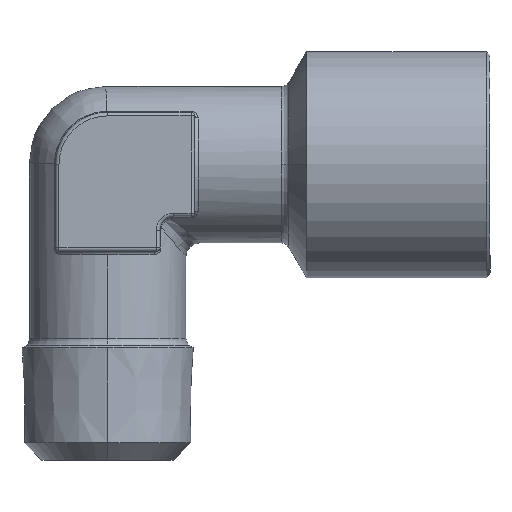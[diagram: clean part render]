
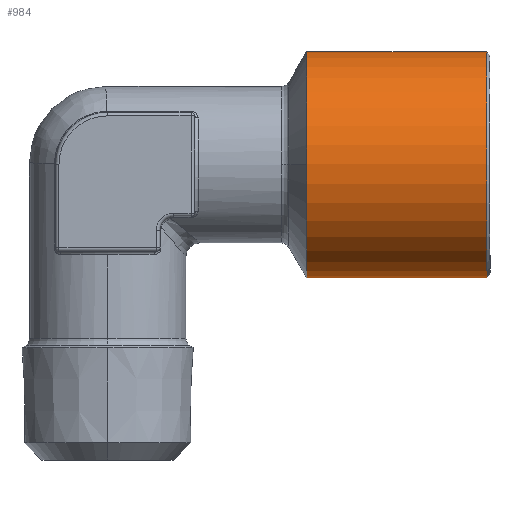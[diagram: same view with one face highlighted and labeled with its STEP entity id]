
A CAD part, top view. The second image highlights one B-rep face of the part: STEP entity #984.
In plain terms, the highlighted cylindrical face has radius 6.5 mm (diameter 13 mm), a partial arc.
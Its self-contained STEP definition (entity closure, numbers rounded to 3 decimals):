
#269 = EDGE_LOOP ( 'NONE', ( #588, #689, #587, #553, #580 ) ) ;
#443 = VERTEX_POINT ( 'NONE', #936 ) ;
#553 = ORIENTED_EDGE ( 'NONE', *, *, #1500, .T. ) ;
#580 = ORIENTED_EDGE ( 'NONE', *, *, #1501, .F. ) ;
#587 = ORIENTED_EDGE ( 'NONE', *, *, #1499, .T. ) ;
#588 = ORIENTED_EDGE ( 'NONE', *, *, #1496, .T. ) ;
#689 = ORIENTED_EDGE ( 'NONE', *, *, #1498, .T. ) ;
#781 = VERTEX_POINT ( 'NONE', #3832 ) ;
#789 = VERTEX_POINT ( 'NONE', #3827 ) ;
#802 = VERTEX_POINT ( 'NONE', #2648 ) ;
#821 = VERTEX_POINT ( 'NONE', #3450 ) ;
#857 = AXIS2_PLACEMENT_3D ( 'NONE', #2686, #2687, #2688 ) ;
#858 = AXIS2_PLACEMENT_3D ( 'NONE', #2683, #2684, #2685 ) ;
#859 = CIRCLE ( 'NONE', #857, 6.5 ) ;
#860 = VECTOR ( 'NONE', #2690, 1000. ) ;
#909 = CIRCLE ( 'NONE', #1556, 6.5 ) ;
#936 = CARTESIAN_POINT ( 'NONE',  ( 11.443, -6.5, 0. ) ) ;
#984 = ADVANCED_FACE ( 'NONE', ( #3229 ), #3226, .T. ) ;
#1158 = AXIS2_PLACEMENT_3D ( 'NONE', #3228, #3231, #3225 ) ;
#1496 = EDGE_CURVE ( 'NONE', #781, #789, #909, .T. ) ;
#1498 = EDGE_CURVE ( 'NONE', #789, #802, #2673, .T. ) ;
#1499 = EDGE_CURVE ( 'NONE', #802, #821, #1553, .T. ) ;
#1500 = EDGE_CURVE ( 'NONE', #821, #443, #859, .T. ) ;
#1501 = EDGE_CURVE ( 'NONE', #781, #443, #2681, .T. ) ;
#1552 = VECTOR ( 'NONE', #2680, 1000. ) ;
#1553 = CIRCLE ( 'NONE', #858, 6.5 ) ;
#1556 = AXIS2_PLACEMENT_3D ( 'NONE', #2675, #2676, #2677 ) ;
#2648 = CARTESIAN_POINT ( 'NONE',  ( 11.443, 6.5, 0. ) ) ;
#2673 = LINE ( 'NONE', #2679, #1552 ) ;
#2675 = CARTESIAN_POINT ( 'NONE',  ( 21.8, 0., 0. ) ) ;
#2676 = DIRECTION ( 'NONE',  ( -1., 0., 0. ) ) ;
#2677 = DIRECTION ( 'NONE',  ( 0., -1., 0. ) ) ;
#2679 = CARTESIAN_POINT ( 'NONE',  ( 0., 6.5, 0. ) ) ;
#2680 = DIRECTION ( 'NONE',  ( -1., 0., 0. ) ) ;
#2681 = LINE ( 'NONE', #2682, #860 ) ;
#2682 = CARTESIAN_POINT ( 'NONE',  ( 0., -6.5, 0. ) ) ;
#2683 = CARTESIAN_POINT ( 'NONE',  ( 11.443, 0., 0. ) ) ;
#2684 = DIRECTION ( 'NONE',  ( 1., 0., 0. ) ) ;
#2685 = DIRECTION ( 'NONE',  ( 0., 0., -1. ) ) ;
#2686 = CARTESIAN_POINT ( 'NONE',  ( 11.443, 0., 0. ) ) ;
#2687 = DIRECTION ( 'NONE',  ( 1., 0., 0. ) ) ;
#2688 = DIRECTION ( 'NONE',  ( 0., 0., -1. ) ) ;
#2690 = DIRECTION ( 'NONE',  ( -1., 0., 0. ) ) ;
#3225 = DIRECTION ( 'NONE',  ( 0., -1., 0. ) ) ;
#3226 = CYLINDRICAL_SURFACE ( 'NONE', #1158, 6.5 ) ;
#3228 = CARTESIAN_POINT ( 'NONE',  ( 0., 0., 0. ) ) ;
#3229 = FACE_OUTER_BOUND ( 'NONE', #269, .T. ) ;
#3231 = DIRECTION ( 'NONE',  ( -1., 0., 0. ) ) ;
#3450 = CARTESIAN_POINT ( 'NONE',  ( 11.443, 0., 6.5 ) ) ;
#3827 = CARTESIAN_POINT ( 'NONE',  ( 21.8, 6.5, 0. ) ) ;
#3832 = CARTESIAN_POINT ( 'NONE',  ( 21.8, -6.5, 0. ) ) ;
